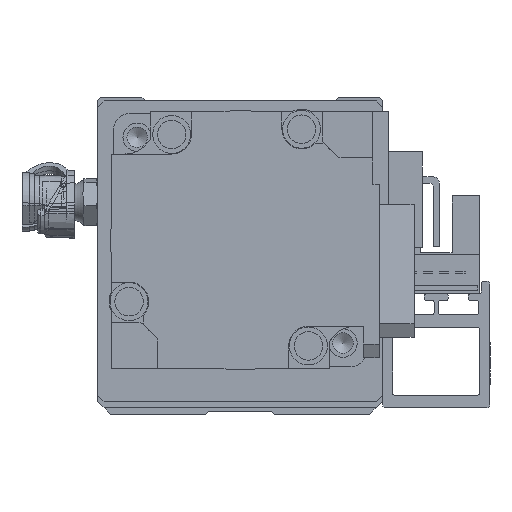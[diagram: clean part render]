
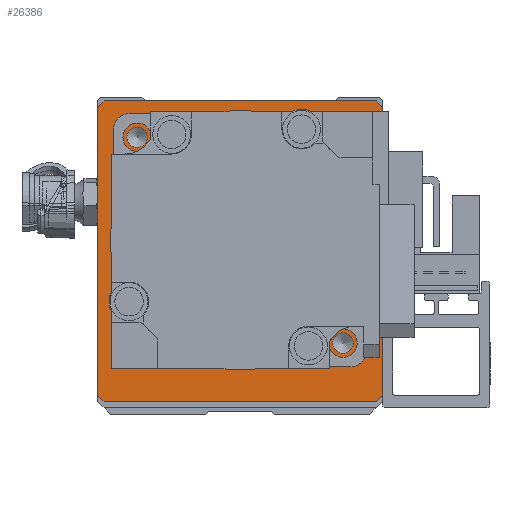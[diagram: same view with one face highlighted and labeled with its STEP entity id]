
A CAD part, front view. The second image highlights one B-rep face of the part: STEP entity #26386.
In plain terms, the highlighted planar face has unit normal (0, -1, 0).
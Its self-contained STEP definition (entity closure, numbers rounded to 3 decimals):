
#866=FACE_BOUND('',#4083,.T.);
#867=FACE_BOUND('',#4084,.T.);
#868=FACE_BOUND('',#4085,.T.);
#869=FACE_BOUND('',#4086,.T.);
#870=FACE_BOUND('',#4087,.T.);
#871=FACE_BOUND('',#4088,.T.);
#872=FACE_BOUND('',#4089,.T.);
#873=FACE_BOUND('',#4090,.T.);
#874=FACE_BOUND('',#4091,.T.);
#1245=PLANE('',#28616);
#2428=FACE_OUTER_BOUND('',#4082,.T.);
#4082=EDGE_LOOP('',(#19404,#19405,#19406,#19407,#19408,#19409,#19410,#19411));
#4083=EDGE_LOOP('',(#19412));
#4084=EDGE_LOOP('',(#19413));
#4085=EDGE_LOOP('',(#19414));
#4086=EDGE_LOOP('',(#19415));
#4087=EDGE_LOOP('',(#19416));
#4088=EDGE_LOOP('',(#19417));
#4089=EDGE_LOOP('',(#19418));
#4090=EDGE_LOOP('',(#19419));
#4091=EDGE_LOOP('',(#19420));
#5982=LINE('',#40975,#8120);
#5991=LINE('',#41028,#8129);
#5993=LINE('',#41032,#8131);
#6020=LINE('',#41132,#8158);
#6022=LINE('',#41135,#8160);
#6024=LINE('',#41139,#8162);
#6026=LINE('',#41143,#8164);
#6027=LINE('',#41145,#8165);
#8120=VECTOR('',#32670,10.);
#8129=VECTOR('',#32701,10.);
#8131=VECTOR('',#32705,10.);
#8158=VECTOR('',#32822,10.);
#8160=VECTOR('',#32826,10.);
#8162=VECTOR('',#32830,10.);
#8164=VECTOR('',#32834,10.);
#8165=VECTOR('',#32837,10.);
#10086=CIRCLE('',#28576,1.621);
#10088=CIRCLE('',#28580,1.621);
#10090=CIRCLE('',#28584,1.621);
#10092=CIRCLE('',#28588,1.621);
#10095=CIRCLE('',#28596,3.);
#10096=CIRCLE('',#28599,3.);
#10097=CIRCLE('',#28602,3.);
#10098=CIRCLE('',#28605,3.);
#10099=CIRCLE('',#28608,15.);
#11804=VERTEX_POINT('',#40972);
#11805=VERTEX_POINT('',#40974);
#11812=VERTEX_POINT('',#41026);
#11813=VERTEX_POINT('',#41030);
#11820=VERTEX_POINT('',#41053);
#11823=VERTEX_POINT('',#41062);
#11826=VERTEX_POINT('',#41071);
#11829=VERTEX_POINT('',#41080);
#11834=VERTEX_POINT('',#41098);
#11835=VERTEX_POINT('',#41104);
#11836=VERTEX_POINT('',#41110);
#11837=VERTEX_POINT('',#41116);
#11838=VERTEX_POINT('',#41122);
#11840=VERTEX_POINT('',#41129);
#11841=VERTEX_POINT('',#41131);
#11842=VERTEX_POINT('',#41137);
#11843=VERTEX_POINT('',#41141);
#14606=EDGE_CURVE('',#11804,#11805,#5982,.T.);
#14621=EDGE_CURVE('',#11812,#11804,#5991,.T.);
#14623=EDGE_CURVE('',#11813,#11812,#5993,.T.);
#14632=EDGE_CURVE('',#11820,#11820,#10086,.T.);
#14636=EDGE_CURVE('',#11823,#11823,#10088,.T.);
#14640=EDGE_CURVE('',#11826,#11826,#10090,.T.);
#14644=EDGE_CURVE('',#11829,#11829,#10092,.T.);
#14652=EDGE_CURVE('',#11834,#11834,#10095,.T.);
#14655=EDGE_CURVE('',#11835,#11835,#10096,.T.);
#14658=EDGE_CURVE('',#11836,#11836,#10097,.T.);
#14661=EDGE_CURVE('',#11837,#11837,#10098,.T.);
#14664=EDGE_CURVE('',#11838,#11838,#10099,.T.);
#14668=EDGE_CURVE('',#11840,#11841,#6020,.T.);
#14670=EDGE_CURVE('',#11805,#11840,#6022,.T.);
#14672=EDGE_CURVE('',#11842,#11813,#6024,.T.);
#14674=EDGE_CURVE('',#11843,#11842,#6026,.T.);
#14675=EDGE_CURVE('',#11841,#11843,#6027,.T.);
#19404=ORIENTED_EDGE('',*,*,#14675,.F.);
#19405=ORIENTED_EDGE('',*,*,#14668,.F.);
#19406=ORIENTED_EDGE('',*,*,#14670,.F.);
#19407=ORIENTED_EDGE('',*,*,#14606,.F.);
#19408=ORIENTED_EDGE('',*,*,#14621,.F.);
#19409=ORIENTED_EDGE('',*,*,#14623,.F.);
#19410=ORIENTED_EDGE('',*,*,#14672,.F.);
#19411=ORIENTED_EDGE('',*,*,#14674,.F.);
#19412=ORIENTED_EDGE('',*,*,#14632,.T.);
#19413=ORIENTED_EDGE('',*,*,#14636,.T.);
#19414=ORIENTED_EDGE('',*,*,#14640,.T.);
#19415=ORIENTED_EDGE('',*,*,#14644,.T.);
#19416=ORIENTED_EDGE('',*,*,#14652,.T.);
#19417=ORIENTED_EDGE('',*,*,#14655,.T.);
#19418=ORIENTED_EDGE('',*,*,#14658,.T.);
#19419=ORIENTED_EDGE('',*,*,#14661,.T.);
#19420=ORIENTED_EDGE('',*,*,#14664,.T.);
#26386=ADVANCED_FACE('',(#2428,#866,#867,#868,#869,#870,#871,#872,#873,
#874),#1245,.F.);
#28576=AXIS2_PLACEMENT_3D('',#41054,#32729,#32730);
#28580=AXIS2_PLACEMENT_3D('',#41063,#32739,#32740);
#28584=AXIS2_PLACEMENT_3D('',#41072,#32749,#32750);
#28588=AXIS2_PLACEMENT_3D('',#41081,#32759,#32760);
#28596=AXIS2_PLACEMENT_3D('',#41099,#32780,#32781);
#28599=AXIS2_PLACEMENT_3D('',#41105,#32788,#32789);
#28602=AXIS2_PLACEMENT_3D('',#41111,#32796,#32797);
#28605=AXIS2_PLACEMENT_3D('',#41117,#32804,#32805);
#28608=AXIS2_PLACEMENT_3D('',#41123,#32812,#32813);
#28616=AXIS2_PLACEMENT_3D('',#41146,#32838,#32839);
#32670=DIRECTION('',(-1.,0.,0.));
#32701=DIRECTION('',(-0.707,0.,-0.707));
#32705=DIRECTION('',(0.,0.,-1.));
#32729=DIRECTION('center_axis',(0.,1.,0.));
#32730=DIRECTION('ref_axis',(1.,0.,0.));
#32739=DIRECTION('center_axis',(0.,1.,0.));
#32740=DIRECTION('ref_axis',(1.,0.,0.));
#32749=DIRECTION('center_axis',(0.,1.,0.));
#32750=DIRECTION('ref_axis',(1.,0.,0.));
#32759=DIRECTION('center_axis',(0.,1.,0.));
#32760=DIRECTION('ref_axis',(1.,0.,0.));
#32780=DIRECTION('center_axis',(0.,1.,0.));
#32781=DIRECTION('ref_axis',(1.,0.,0.));
#32788=DIRECTION('center_axis',(0.,1.,0.));
#32789=DIRECTION('ref_axis',(1.,0.,0.));
#32796=DIRECTION('center_axis',(0.,1.,0.));
#32797=DIRECTION('ref_axis',(1.,0.,0.));
#32804=DIRECTION('center_axis',(0.,1.,0.));
#32805=DIRECTION('ref_axis',(1.,0.,0.));
#32812=DIRECTION('center_axis',(0.,1.,0.));
#32813=DIRECTION('ref_axis',(-1.,0.,0.));
#32822=DIRECTION('',(0.,0.,1.));
#32826=DIRECTION('',(-0.707,0.,0.707));
#32830=DIRECTION('',(0.707,0.,-0.707));
#32834=DIRECTION('',(1.,0.,0.));
#32837=DIRECTION('',(0.707,0.,0.707));
#32838=DIRECTION('center_axis',(0.,1.,0.));
#32839=DIRECTION('ref_axis',(0.,0.,1.));
#40972=CARTESIAN_POINT('',(44.,0.,0.));
#40974=CARTESIAN_POINT('',(1.,0.,0.));
#40975=CARTESIAN_POINT('',(44.,0.,0.));
#41026=CARTESIAN_POINT('',(45.,0.,1.));
#41028=CARTESIAN_POINT('',(45.,0.,1.));
#41030=CARTESIAN_POINT('',(45.,0.,46.5));
#41032=CARTESIAN_POINT('',(45.,0.,46.5));
#41053=CARTESIAN_POINT('',(37.142,0.,9.237));
#41054=CARTESIAN_POINT('Origin',(38.763,0.,9.237));
#41062=CARTESIAN_POINT('',(4.616,0.,41.763));
#41063=CARTESIAN_POINT('Origin',(6.237,0.,41.763));
#41071=CARTESIAN_POINT('',(37.142,0.,41.763));
#41072=CARTESIAN_POINT('Origin',(38.763,0.,41.763));
#41080=CARTESIAN_POINT('',(4.616,0.,9.237));
#41081=CARTESIAN_POINT('Origin',(6.237,0.,9.237));
#41098=CARTESIAN_POINT('',(36.5,0.,17.));
#41099=CARTESIAN_POINT('Origin',(39.5,0.,17.));
#41104=CARTESIAN_POINT('',(2.5,0.,34.));
#41105=CARTESIAN_POINT('Origin',(5.5,0.,34.));
#41110=CARTESIAN_POINT('',(36.5,0.,34.));
#41111=CARTESIAN_POINT('Origin',(39.5,0.,34.));
#41116=CARTESIAN_POINT('',(2.5,0.,17.));
#41117=CARTESIAN_POINT('Origin',(5.5,0.,17.));
#41122=CARTESIAN_POINT('',(37.5,0.,25.5));
#41123=CARTESIAN_POINT('Origin',(22.5,0.,25.5));
#41129=CARTESIAN_POINT('',(0.,0.,1.));
#41131=CARTESIAN_POINT('',(0.,0.,46.5));
#41132=CARTESIAN_POINT('',(0.,0.,1.));
#41135=CARTESIAN_POINT('',(1.,0.,0.));
#41137=CARTESIAN_POINT('',(44.,0.,47.5));
#41139=CARTESIAN_POINT('',(44.,0.,47.5));
#41141=CARTESIAN_POINT('',(1.,0.,47.5));
#41143=CARTESIAN_POINT('',(1.,0.,47.5));
#41145=CARTESIAN_POINT('',(0.,0.,46.5));
#41146=CARTESIAN_POINT('Origin',(22.5,0.,23.75));
